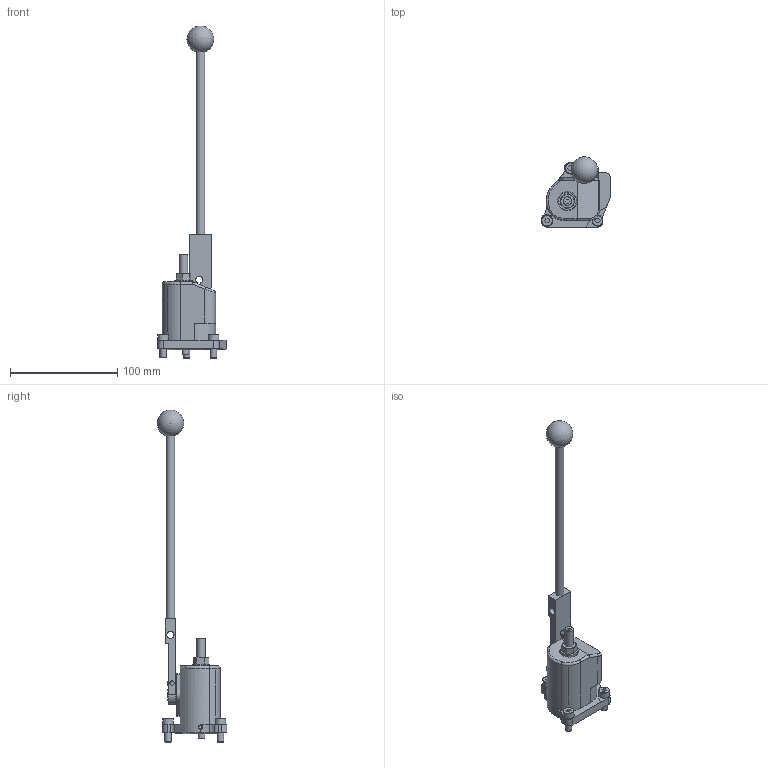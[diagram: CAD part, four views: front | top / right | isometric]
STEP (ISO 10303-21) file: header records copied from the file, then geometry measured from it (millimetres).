
FILE_DESCRIPTION(/* description */ ('Unknown'),/* implementation_level */ '2;1');
FILE_NAME(/* name */ '1435628_AP-2220-398-step',/* time_stamp */ '2021-03-11T13:57:06+01:00',/* author */ ('Unknown'),/* organization */ ('Unknown'),/* preprocessor_version */ 'ST-DEVELOPER v16.7',/* originating_system */ 'DEX',/* authorisation */ $);
FILE_SCHEMA (('AUTOMOTIVE_DESIGN {1 0 10303 214 3 1 1}'));
Length unit declared in the file: millimetre
Products named in the file (28): AP-2220-398-K; AP-2220-H01-025-B_oa_0; AP-2220-H01-006-D_oa_1; AP-2220-H02-013-D_oa_2; AP-1620-H01-029-C; AP-2220-H01-015-C_oa_3; AP-2220-H01-016-C; WT-2600-516; WU-1506-016; WU-4604-041; WT-2603-024; WV-2400-908; WU-1605-008; WT-4116-246; WZ-3315-024_oa_4; WZ-3315-024; WZ-3315-024_0_oa_5; WZ-3315-024_1_oa_6; WZ-3315-024_oa_7; WZ-3315-024_oa_8; WZ-3315-024_oa_9; WZ-3315-024_oa_10; WZ-3315-024_oa_11; WZ-3315-024_oa_12; WZ-3315-024_oa_13; WV-7308-035_oa_14; HR-0131-309; WU-1505-016
Assembly tree (35 placements, depth 3):
  AP-2220-398-K
    AP-2220-H01-025-B_oa_0
    AP-2220-H01-006-D_oa_1
    AP-2220-H02-013-D_oa_2
    AP-1620-H01-029-C
    AP-2220-H01-015-C_oa_3
    AP-2220-H01-016-C
    WT-2600-516  x2
    WU-1506-016  x3
    WU-4604-041
    WT-2603-024
    WV-2400-908
    WU-1605-008  x3
    WT-4116-246
    WZ-3315-024_oa_4
      WZ-3315-024  x4
      WZ-3315-024_0_oa_5
      WZ-3315-024_1_oa_6
      WZ-3315-024_oa_7
      WZ-3315-024_oa_8
      WZ-3315-024_oa_9
      WZ-3315-024_oa_10
      WZ-3315-024_oa_11
      WZ-3315-024_oa_12
      WZ-3315-024_oa_13
    WV-7308-035_oa_14
    HR-0131-309
    WU-1505-016
Bounding box: 64 x 65 x 309.9 mm (x, y, z)
Volume: 105705.6 mm3; surface area: 50259.4 mm2
Topology: 34 solids, 34 shells, 434 faces, 998 edges, 654 vertices
Faces by surface type: plane 235, cylinder 122, cone 35, torus 28, sphere 12, bspline 2
Full cylindrical faces by diameter (mm): 2 x2, 3 x2, 3.75 x10, 4 x13, 4.134 x7, 5 x4, 5.1 x1, 5.4 x1, 5.5 x3, 6 x4, 6.5 x3, 6.647 x4, 7.8 x2, 8 x4, 8.5 x1, 10 x9, 14.5 x2, 14.7 x1, 15 x2, 16 x1, 16.5 x1, 17.934 x1, 18 x1, 21.066 x1, 24 x3, 28 x1, 34.3 x1
Entity records: 12005 total; most frequent: CARTESIAN_POINT 1845, DIRECTION 1773, ORIENTED_EDGE 1400, AXIS2_PLACEMENT_3D 702, EDGE_CURVE 700, FACE_BOUND 566, EDGE_LOOP 559, VERTEX_POINT 532
